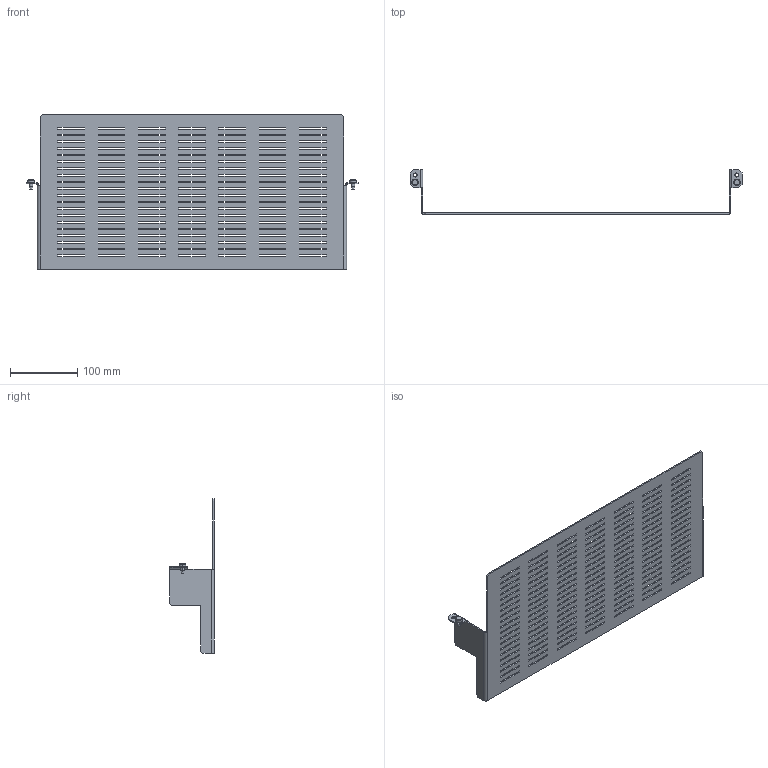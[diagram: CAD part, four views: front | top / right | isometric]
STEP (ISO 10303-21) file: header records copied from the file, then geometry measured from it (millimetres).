
FILE_DESCRIPTION(('STEP AP214'),'1');
FILE_NAME('cctmp_4621665F-CE27-427D-983A-11EAADEB2F60_2025_08_27_13_55_09_0118..stp','2025-08-27T11:55:09',('SIEMENS A&D'),('CADClick - www.CADClick.com'),'Spatial InterOp 3D',' ','unknown authorization');
FILE_SCHEMA(('AUTOMOTIVE_DESIGN'));
Length unit declared in the file: millimetre
Products named in the file (4): cc_unnamed; 2025_08_27_13_55_09_0086; 2025_08_27_13_55_09_0054; 2025_08_27_13_55_09_0022
Assembly tree (3 placements, depth 2):
  cc_unnamed
    2025_08_27_13_55_09_0086
    2025_08_27_13_55_09_0054
    2025_08_27_13_55_09_0022
Bounding box: 495 x 66.5 x 230 mm (x, y, z)
Volume: 203516.1 mm3; surface area: 230631.2 mm2
Topology: 3 solids, 3 shells, 634 faces, 1862 edges, 1236 vertices
Faces by surface type: plane 602, cylinder 24, cone 8
Entity records: 26411 total; most frequent: CARTESIAN_POINT 3736, ORIENTED_EDGE 3724, DIRECTION 3194, EDGE_CURVE 1862, LINE 1806, VECTOR 1806, VERTEX_POINT 1236, EDGE_LOOP 924
